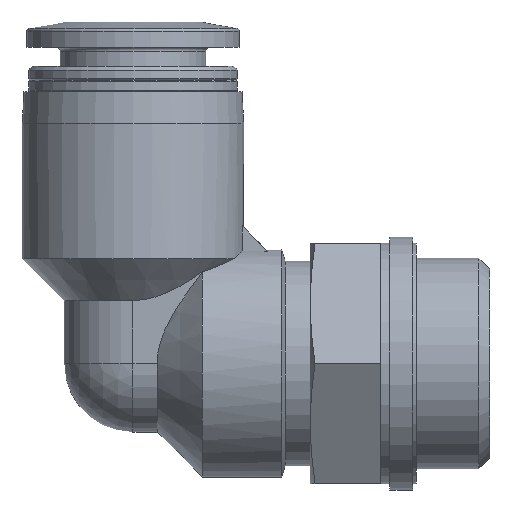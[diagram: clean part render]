
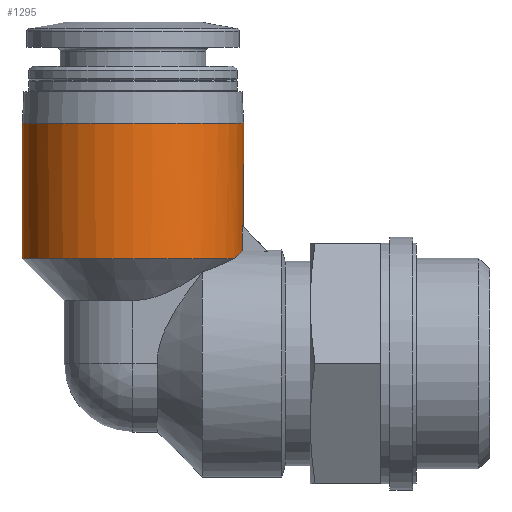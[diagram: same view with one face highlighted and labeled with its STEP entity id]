
A CAD part, left-side view. The second image highlights one B-rep face of the part: STEP entity #1295.
In plain terms, the highlighted cylindrical face has radius 8.75 mm (diameter 17.5 mm), a full revolution.
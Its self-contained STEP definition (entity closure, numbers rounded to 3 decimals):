
#69=B_SPLINE_CURVE_WITH_KNOTS('',3,(#1783,#1784,#1785,#1786),
 .UNSPECIFIED.,.F.,.F.,(4,4),(0.,0.002),.UNSPECIFIED.);
#72=B_SPLINE_CURVE_WITH_KNOTS('',3,(#1804,#1805,#1806,#1807),
 .UNSPECIFIED.,.F.,.F.,(4,4),(0.005,0.007),
 .UNSPECIFIED.);
#93=LINE('',#1810,#123);
#94=LINE('',#1814,#124);
#123=VECTOR('',#1513,1000.);
#124=VECTOR('',#1516,1000.);
#151=ELLIPSE('',#1374,12.374,8.75);
#166=ORIENTED_EDGE('',*,*,#380,.F.);
#167=ORIENTED_EDGE('',*,*,#373,.T.);
#168=ORIENTED_EDGE('',*,*,#381,.T.);
#169=ORIENTED_EDGE('',*,*,#382,.F.);
#170=ORIENTED_EDGE('',*,*,#383,.F.);
#171=ORIENTED_EDGE('',*,*,#379,.T.);
#172=ORIENTED_EDGE('',*,*,#384,.T.);
#373=EDGE_CURVE('',#481,#480,#69,.T.);
#379=EDGE_CURVE('',#478,#486,#72,.T.);
#380=EDGE_CURVE('',#481,#486,#555,.T.);
#381=EDGE_CURVE('',#480,#487,#93,.F.);
#382=EDGE_CURVE('',#488,#487,#151,.T.);
#383=EDGE_CURVE('',#478,#488,#94,.F.);
#384=EDGE_CURVE('',#489,#489,#556,.T.);
#478=VERTEX_POINT('',#1778);
#480=VERTEX_POINT('',#1782);
#481=VERTEX_POINT('',#1787);
#486=VERTEX_POINT('',#1803);
#487=VERTEX_POINT('',#1811);
#488=VERTEX_POINT('',#1813);
#489=VERTEX_POINT('',#1816);
#555=CIRCLE('',#1373,8.75);
#556=CIRCLE('',#1375,8.75);
#609=EDGE_LOOP('',(#166,#167,#168,#169,#170,#171));
#610=EDGE_LOOP('',(#172));
#712=FACE_BOUND('',#609,.T.);
#713=FACE_BOUND('',#610,.T.);
#813=CYLINDRICAL_SURFACE('',#1372,8.75);
#1295=ADVANCED_FACE('',(#712,#713),#813,.T.);
#1372=AXIS2_PLACEMENT_3D('',#1808,#1509,#1510);
#1373=AXIS2_PLACEMENT_3D('',#1809,#1511,#1512);
#1374=AXIS2_PLACEMENT_3D('',#1812,#1514,#1515);
#1375=AXIS2_PLACEMENT_3D('',#1815,#1517,#1518);
#1509=DIRECTION('',(0.,0.,-1.));
#1510=DIRECTION('',(-1.,0.,0.));
#1511=DIRECTION('',(0.,0.,-1.));
#1512=DIRECTION('',(-1.,0.,0.));
#1513=DIRECTION('',(0.,0.,-1.));
#1514=DIRECTION('',(0.,0.707,-0.707));
#1515=DIRECTION('',(0.,-0.707,-0.707));
#1516=DIRECTION('',(0.,0.,-1.));
#1517=DIRECTION('',(0.,0.,-1.));
#1518=DIRECTION('',(-1.,0.,0.));
#1778=CARTESIAN_POINT('',(1.5,13.78,8.874));
#1782=CARTESIAN_POINT('',(-1.5,13.78,8.874));
#1783=CARTESIAN_POINT('',(-3.48,14.372,8.3));
#1784=CARTESIAN_POINT('',(-2.86,14.103,8.56));
#1785=CARTESIAN_POINT('',(-2.203,13.902,8.755));
#1786=CARTESIAN_POINT('',(-1.5,13.78,8.874));
#1787=CARTESIAN_POINT('',(-3.48,14.372,8.3));
#1803=CARTESIAN_POINT('',(3.48,14.372,8.3));
#1804=CARTESIAN_POINT('',(1.5,13.78,8.874));
#1805=CARTESIAN_POINT('',(2.195,13.9,8.757));
#1806=CARTESIAN_POINT('',(2.861,14.104,8.559));
#1807=CARTESIAN_POINT('',(3.48,14.372,8.3));
#1808=CARTESIAN_POINT('',(0.,22.4,0.));
#1809=CARTESIAN_POINT('',(0.,22.4,8.3));
#1810=CARTESIAN_POINT('',(-1.5,13.78,0.));
#1811=CARTESIAN_POINT('',(-1.5,13.78,10.88));
#1812=CARTESIAN_POINT('',(0.,22.4,19.5));
#1813=CARTESIAN_POINT('',(1.5,13.78,10.88));
#1814=CARTESIAN_POINT('',(1.5,13.78,0.));
#1815=CARTESIAN_POINT('',(0.,22.4,19.));
#1816=CARTESIAN_POINT('',(-8.75,22.4,19.));
